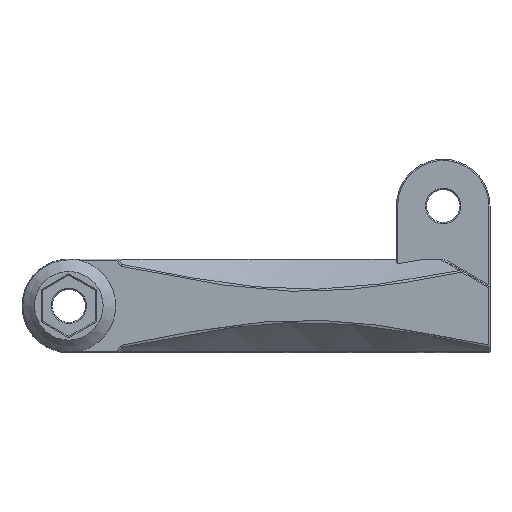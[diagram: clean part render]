
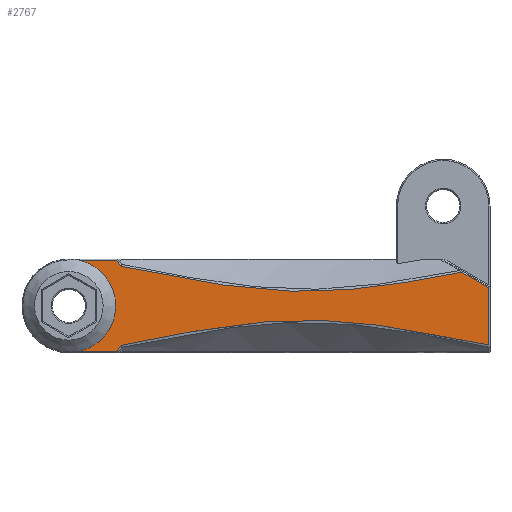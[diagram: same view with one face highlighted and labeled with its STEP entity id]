
A CAD part, top view. The second image highlights one B-rep face of the part: STEP entity #2767.
In plain terms, the highlighted planar face has unit normal (0, 0, 1).
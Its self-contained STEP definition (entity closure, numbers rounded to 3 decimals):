
#61=CIRCLE('',#2944,7.5);
#143=LINE('',#4425,#419);
#145=LINE('',#4459,#421);
#146=LINE('',#4528,#422);
#147=LINE('',#4530,#423);
#148=LINE('',#4541,#424);
#149=LINE('',#4543,#425);
#419=VECTOR('',#3189,10.);
#421=VECTOR('',#3193,10.);
#422=VECTOR('',#3196,10.);
#423=VECTOR('',#3197,10.);
#424=VECTOR('',#3198,10.);
#425=VECTOR('',#3199,10.);
#671=PLANE('',#2943);
#799=FACE_OUTER_BOUND('',#969,.T.);
#969=EDGE_LOOP('',(#2033,#2034,#2035,#2036,#2037,#2038,#2039,#2040,#2041));
#1182=B_SPLINE_CURVE_WITH_KNOTS('',3,(#4514,#4515,#4516,#4517,#4518,#4519,
#4520,#4521),.UNSPECIFIED.,.F.,.F.,(4,1,1,1,1,4),(-5.876,-5.045,
-3.36,-2.518,-1.676,0.008),
 .UNSPECIFIED.);
#1184=B_SPLINE_CURVE_WITH_KNOTS('',3,(#4532,#4533,#4534,#4535,#4536,#4537,
#4538,#4539),.UNSPECIFIED.,.F.,.F.,(4,1,1,1,1,4),(-0.001,
0.131,0.395,0.527,0.659,
0.923),.UNSPECIFIED.);
#1291=VERTEX_POINT('',#4422);
#1292=VERTEX_POINT('',#4424);
#1296=VERTEX_POINT('',#4452);
#1300=VERTEX_POINT('',#4507);
#1301=VERTEX_POINT('',#4527);
#1302=VERTEX_POINT('',#4529);
#1303=VERTEX_POINT('',#4531);
#1304=VERTEX_POINT('',#4540);
#1305=VERTEX_POINT('',#4542);
#1559=EDGE_CURVE('',#1291,#1292,#143,.T.);
#1565=EDGE_CURVE('',#1296,#1291,#145,.T.);
#1569=EDGE_CURVE('',#1300,#1296,#1182,.T.);
#1571=EDGE_CURVE('',#1301,#1300,#146,.T.);
#1572=EDGE_CURVE('',#1302,#1301,#147,.T.);
#1573=EDGE_CURVE('',#1303,#1302,#1184,.T.);
#1574=EDGE_CURVE('',#1304,#1303,#148,.T.);
#1575=EDGE_CURVE('',#1305,#1304,#149,.T.);
#1576=EDGE_CURVE('',#1305,#1292,#61,.T.);
#2033=ORIENTED_EDGE('',*,*,#1565,.F.);
#2034=ORIENTED_EDGE('',*,*,#1569,.F.);
#2035=ORIENTED_EDGE('',*,*,#1571,.F.);
#2036=ORIENTED_EDGE('',*,*,#1572,.F.);
#2037=ORIENTED_EDGE('',*,*,#1573,.F.);
#2038=ORIENTED_EDGE('',*,*,#1574,.F.);
#2039=ORIENTED_EDGE('',*,*,#1575,.F.);
#2040=ORIENTED_EDGE('',*,*,#1576,.T.);
#2041=ORIENTED_EDGE('',*,*,#1559,.F.);
#2767=ADVANCED_FACE('',(#799),#671,.T.);
#2943=AXIS2_PLACEMENT_3D('',#4526,#3194,#3195);
#2944=AXIS2_PLACEMENT_3D('',#4544,#3200,#3201);
#3189=DIRECTION('',(-1.,0.,0.));
#3193=DIRECTION('',(-0.577,-0.816,0.));
#3194=DIRECTION('center_axis',(0.,0.,1.));
#3195=DIRECTION('ref_axis',(1.,0.,0.));
#3196=DIRECTION('',(0.,-1.,0.));
#3197=DIRECTION('',(0.866,-0.5,0.));
#3198=DIRECTION('',(0.577,-0.816,0.));
#3199=DIRECTION('',(1.,0.,0.));
#3200=DIRECTION('center_axis',(0.,0.,-1.));
#3201=DIRECTION('ref_axis',(1.,0.,0.));
#4422=CARTESIAN_POINT('',(-0.811,0.2,15.));
#4424=CARTESIAN_POINT('',(-6.78,0.2,15.));
#4425=CARTESIAN_POINT('',(14.75,0.2,15.));
#4452=CARTESIAN_POINT('',(-0.118,1.18,15.));
#4459=CARTESIAN_POINT('',(5.176,8.666,15.));
#4507=CARTESIAN_POINT('',(58.8,1.245,15.));
#4514=CARTESIAN_POINT('Ctrl Pts',(58.8,1.245,15.));
#4515=CARTESIAN_POINT('Ctrl Pts',(56.029,1.807,15.));
#4516=CARTESIAN_POINT('Ctrl Pts',(47.64,3.493,15.));
#4517=CARTESIAN_POINT('Ctrl Pts',(36.432,5.238,15.));
#4518=CARTESIAN_POINT('Ctrl Pts',(25.172,5.228,15.));
#4519=CARTESIAN_POINT('Ctrl Pts',(13.923,4.019,15.));
#4520=CARTESIAN_POINT('Ctrl Pts',(5.496,2.32,15.));
#4521=CARTESIAN_POINT('Ctrl Pts',(-0.118,1.18,15.));
#4526=CARTESIAN_POINT('Origin',(29.5,7.5,15.));
#4527=CARTESIAN_POINT('',(58.8,10.394,15.));
#4528=CARTESIAN_POINT('',(58.8,3.75,15.));
#4529=CARTESIAN_POINT('',(54.483,12.886,15.));
#4530=CARTESIAN_POINT('',(44.6,18.592,15.));
#4531=CARTESIAN_POINT('',(-0.118,13.82,15.));
#4532=CARTESIAN_POINT('Ctrl Pts',(-0.118,13.82,15.));
#4533=CARTESIAN_POINT('Ctrl Pts',(2.479,13.293,15.));
#4534=CARTESIAN_POINT('Ctrl Pts',(10.271,11.716,15.));
#4535=CARTESIAN_POINT('Ctrl Pts',(20.668,10.025,15.));
#4536=CARTESIAN_POINT('Ctrl Pts',(31.082,9.676,15.));
#4537=CARTESIAN_POINT('Ctrl Pts',(41.492,10.449,15.));
#4538=CARTESIAN_POINT('Ctrl Pts',(49.289,11.857,15.));
#4539=CARTESIAN_POINT('Ctrl Pts',(54.483,12.886,15.));
#4540=CARTESIAN_POINT('',(-0.811,14.8,15.));
#4541=CARTESIAN_POINT('',(6.826,4.,15.));
#4542=CARTESIAN_POINT('',(-6.78,14.8,15.));
#4543=CARTESIAN_POINT('',(44.25,14.8,15.));
#4544=CARTESIAN_POINT('Origin',(-8.5,7.5,15.));
